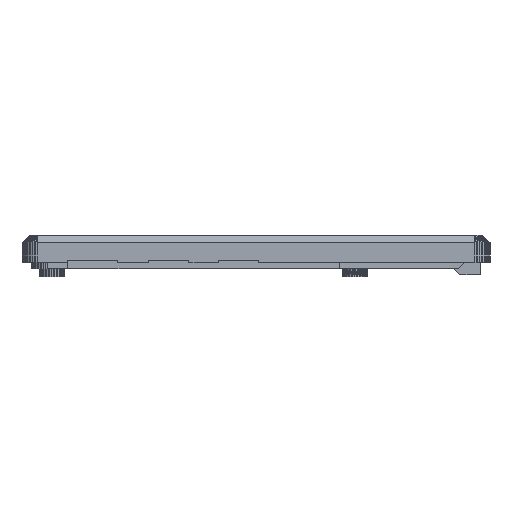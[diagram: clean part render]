
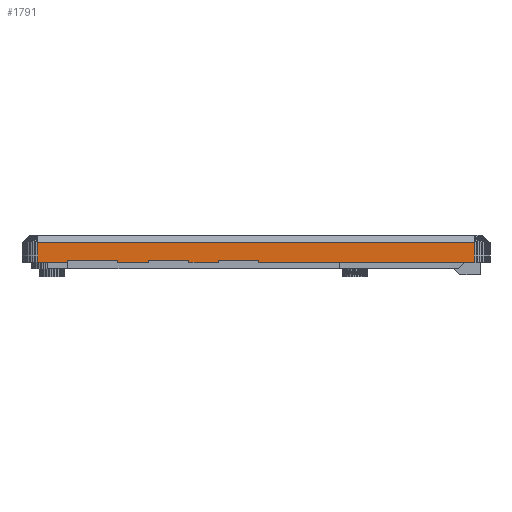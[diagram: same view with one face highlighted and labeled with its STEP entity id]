
A CAD part, left-side view. The second image highlights one B-rep face of the part: STEP entity #1791.
In plain terms, the highlighted planar face has unit normal (-1, 0, 0).
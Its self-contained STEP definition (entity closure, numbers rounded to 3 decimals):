
#1791=ADVANCED_FACE('',(#8439),#8441,.T.);
#8439=FACE_BOUND('',#8440,.T.);
#8440=EDGE_LOOP('',(#13578,#13579,#13580,#13581,#13582,#13583,#13584,#13585,#13586,
#13587,#13588,#13589,#13590,#13591,#13592,#13593));
#8441=PLANE('',#8442);
#8442=AXIS2_PLACEMENT_3D('',#8443,#8444,#8445);
#8443=CARTESIAN_POINT('',(-30.3,26.55,6.4));
#8444=DIRECTION('',(-1.,0.,0.));
#8445=DIRECTION('',(0.,-1.,0.));
#13578=ORIENTED_EDGE('',*,*,#16901,.F.);
#13579=ORIENTED_EDGE('',*,*,#16919,.F.);
#13580=ORIENTED_EDGE('',*,*,#16917,.F.);
#13581=ORIENTED_EDGE('',*,*,#16915,.F.);
#13582=ORIENTED_EDGE('',*,*,#16914,.F.);
#13583=ORIENTED_EDGE('',*,*,#16911,.F.);
#13584=ORIENTED_EDGE('',*,*,#16909,.F.);
#13585=ORIENTED_EDGE('',*,*,#16907,.F.);
#13586=ORIENTED_EDGE('',*,*,#16897,.F.);
#13587=ORIENTED_EDGE('',*,*,#17083,.F.);
#13588=ORIENTED_EDGE('',*,*,#16758,.F.);
#13589=ORIENTED_EDGE('',*,*,#17084,.T.);
#13590=ORIENTED_EDGE('',*,*,#17085,.F.);
#13591=ORIENTED_EDGE('',*,*,#17086,.F.);
#13592=ORIENTED_EDGE('',*,*,#16904,.F.);
#13593=ORIENTED_EDGE('',*,*,#16902,.F.);
#16758=EDGE_CURVE('',#19018,#19014,#19019,.T.);
#16897=EDGE_CURVE('',#19235,#19237,#19238,.T.);
#16901=EDGE_CURVE('',#19244,#19240,#19245,.T.);
#16902=EDGE_CURVE('',#19240,#19246,#19247,.T.);
#16904=EDGE_CURVE('',#19246,#19249,#19250,.T.);
#16907=EDGE_CURVE('',#19237,#19254,#19255,.T.);
#16909=EDGE_CURVE('',#19254,#19257,#19258,.T.);
#16911=EDGE_CURVE('',#19259,#19261,#19262,.T.);
#16914=EDGE_CURVE('',#19261,#19264,#19266,.T.);
#16915=EDGE_CURVE('',#19264,#19267,#19268,.T.);
#16917=EDGE_CURVE('',#19267,#19270,#19271,.T.);
#16919=EDGE_CURVE('',#19270,#19242,#19273,.T.);
#17083=EDGE_CURVE('',#19014,#19235,#19537,.T.);
#17084=EDGE_CURVE('',#19538,#19539,#19540,.T.);
#17085=EDGE_CURVE('',#19541,#19539,#19542,.T.);
#17086=EDGE_CURVE('',#19249,#19541,#19543,.T.);
#19014=VERTEX_POINT('',#22948);
#19018=VERTEX_POINT('',#22956);
#19019=LINE('',#22957,#22958);
#19235=VERTEX_POINT('',#23449);
#19237=VERTEX_POINT('',#23453);
#19238=LINE('',#23454,#23455);
#19240=VERTEX_POINT('',#23460);
#19242=VERTEX_POINT('',#23464);
#19244=VERTEX_POINT('',#23468);
#19245=LINE('',#23469,#23470);
#19246=VERTEX_POINT('',#23472);
#19247=LINE('',#23473,#23474);
#19249=VERTEX_POINT('',#23479);
#19250=LINE('',#23480,#23481);
#19254=VERTEX_POINT('',#23490);
#19255=LINE('',#23491,#23492);
#19257=VERTEX_POINT('',#23497);
#19258=LINE('',#23498,#23499);
#19259=VERTEX_POINT('',#23501);
#19261=VERTEX_POINT('',#23505);
#19262=LINE('',#23506,#23507);
#19264=VERTEX_POINT('',#23512);
#19266=LINE('',#23516,#23517);
#19267=VERTEX_POINT('',#23519);
#19268=LINE('',#23520,#23521);
#19270=VERTEX_POINT('',#23526);
#19271=LINE('',#23527,#23528);
#19273=LINE('',#23533,#23534);
#19537=LINE('',#24125,#24126);
#19538=VERTEX_POINT('',#24128);
#19539=VERTEX_POINT('',#24129);
#19540=LINE('',#24130,#24131);
#19541=VERTEX_POINT('',#24133);
#19542=LINE('',#24134,#24135);
#19543=LINE('',#24137,#24138);
#22948=CARTESIAN_POINT('',(-30.3,-41.8,10.2));
#22956=CARTESIAN_POINT('',(-30.3,41.8,10.2));
#22957=CARTESIAN_POINT('',(-30.3,41.8,10.2));
#22958=VECTOR('',#22959,1.);
#22959=DIRECTION('',(0.,-1.,0.));
#23449=CARTESIAN_POINT('',(-30.3,-41.8,6.4));
#23453=CARTESIAN_POINT('',(-30.3,-0.55,6.4));
#23454=CARTESIAN_POINT('',(-30.3,-41.8,6.4));
#23455=VECTOR('',#23456,1.);
#23456=DIRECTION('',(0.,1.,0.));
#23460=CARTESIAN_POINT('',(-30.3,26.55,6.4));
#23464=CARTESIAN_POINT('',(-30.3,20.55,6.4));
#23468=CARTESIAN_POINT('',(-30.3,20.55,6.4));
#23469=CARTESIAN_POINT('',(-30.3,20.55,6.4));
#23470=VECTOR('',#23471,1.);
#23471=DIRECTION('',(0.,1.,0.));
#23472=CARTESIAN_POINT('',(-30.3,26.55,6.8));
#23473=CARTESIAN_POINT('',(-30.3,26.55,6.4));
#23474=VECTOR('',#23475,1.);
#23475=DIRECTION('',(0.,0.,1.));
#23479=CARTESIAN_POINT('',(-30.3,36.05,6.8));
#23480=CARTESIAN_POINT('',(-30.3,26.55,6.8));
#23481=VECTOR('',#23482,1.);
#23482=DIRECTION('',(0.,1.,0.));
#23490=CARTESIAN_POINT('',(-30.3,-0.55,6.8));
#23491=CARTESIAN_POINT('',(-30.3,-0.55,6.4));
#23492=VECTOR('',#23493,1.);
#23493=DIRECTION('',(0.,0.,1.));
#23497=CARTESIAN_POINT('',(-30.3,7.15,6.8));
#23498=CARTESIAN_POINT('',(-30.3,-0.55,6.8));
#23499=VECTOR('',#23500,1.);
#23500=DIRECTION('',(0.,1.,0.));
#23501=CARTESIAN_POINT('',(-30.3,7.15,6.8));
#23505=CARTESIAN_POINT('',(-30.3,7.15,6.4));
#23506=CARTESIAN_POINT('',(-30.3,7.15,6.8));
#23507=VECTOR('',#23508,1.);
#23508=DIRECTION('',(0.,0.,-1.));
#23512=CARTESIAN_POINT('',(-30.3,12.85,6.4));
#23516=CARTESIAN_POINT('',(-30.3,7.15,6.4));
#23517=VECTOR('',#23518,1.);
#23518=DIRECTION('',(0.,1.,0.));
#23519=CARTESIAN_POINT('',(-30.3,12.85,6.8));
#23520=CARTESIAN_POINT('',(-30.3,12.85,6.4));
#23521=VECTOR('',#23522,1.);
#23522=DIRECTION('',(0.,0.,1.));
#23526=CARTESIAN_POINT('',(-30.3,20.55,6.8));
#23527=CARTESIAN_POINT('',(-30.3,12.85,6.8));
#23528=VECTOR('',#23529,1.);
#23529=DIRECTION('',(0.,1.,0.));
#23533=CARTESIAN_POINT('',(-30.3,20.55,6.8));
#23534=VECTOR('',#23535,1.);
#23535=DIRECTION('',(0.,0.,-1.));
#24125=CARTESIAN_POINT('',(-30.3,-41.8,10.2));
#24126=VECTOR('',#24127,1.);
#24127=DIRECTION('',(0.,0.,-1.));
#24128=CARTESIAN_POINT('',(-30.3,41.8,10.2));
#24129=CARTESIAN_POINT('',(-30.3,41.8,6.4));
#24130=CARTESIAN_POINT('',(-30.3,41.8,10.2));
#24131=VECTOR('',#24132,1.);
#24132=DIRECTION('',(0.,0.,-1.));
#24133=CARTESIAN_POINT('',(-30.3,36.05,6.4));
#24134=CARTESIAN_POINT('',(-30.3,36.05,6.4));
#24135=VECTOR('',#24136,1.);
#24136=DIRECTION('',(0.,1.,0.));
#24137=CARTESIAN_POINT('',(-30.3,36.05,6.8));
#24138=VECTOR('',#24139,1.);
#24139=DIRECTION('',(0.,0.,-1.));
